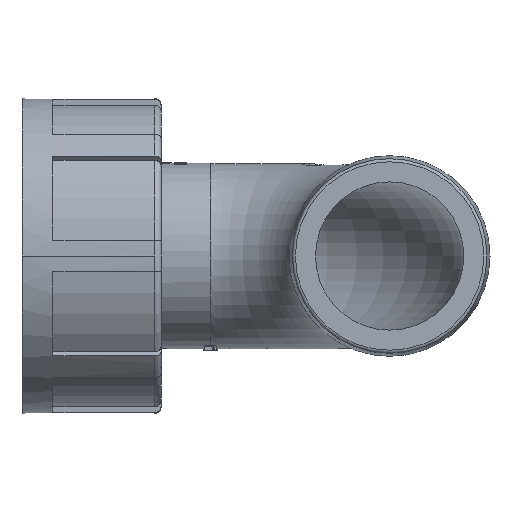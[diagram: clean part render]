
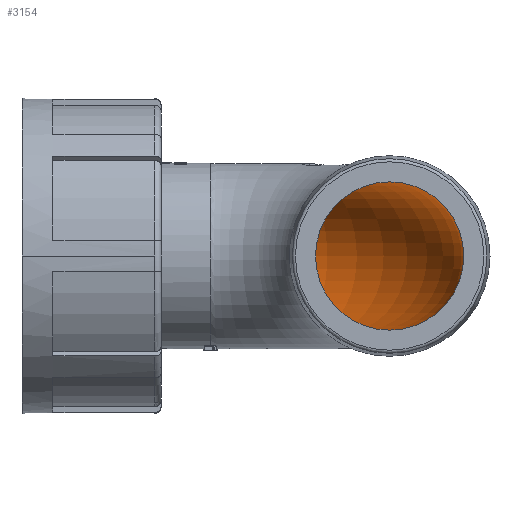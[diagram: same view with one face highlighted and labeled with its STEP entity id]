
A CAD part, front view. The second image highlights one B-rep face of the part: STEP entity #3154.
In plain terms, the highlighted toroidal (fillet/blend) face has major radius 29 mm and minor radius 12 mm.
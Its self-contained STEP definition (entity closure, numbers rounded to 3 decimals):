
#3154=ADVANCED_FACE('',(#3984,#3985),#3749,.F.);
#3749=TOROIDAL_SURFACE('',#11347,29.,12.);
#3823=CIRCLE('',#11345,12.);
#3824=CIRCLE('',#11346,12.);
#3984=FACE_BOUND('',#4103,.T.);
#3985=FACE_BOUND('',#4104,.T.);
#4103=EDGE_LOOP('',(#5160));
#4104=EDGE_LOOP('',(#5161));
#5160=ORIENTED_EDGE('',*,*,#9478,.F.);
#5161=ORIENTED_EDGE('',*,*,#9479,.T.);
#8382=VERTEX_POINT('',#16859);
#8383=VERTEX_POINT('',#16861);
#9478=EDGE_CURVE('',#8382,#8382,#3823,.T.);
#9479=EDGE_CURVE('',#8383,#8383,#3824,.T.);
#11345=AXIS2_PLACEMENT_3D('',#16858,#12818,#12819);
#11346=AXIS2_PLACEMENT_3D('',#16860,#12820,#12821);
#11347=AXIS2_PLACEMENT_3D('',#16862,#12822,#12823);
#12818=DIRECTION('',(0.,1.,0.));
#12819=DIRECTION('',(0.,0.,-1.));
#12820=DIRECTION('',(-1.,0.,0.));
#12821=DIRECTION('',(0.,0.,-1.));
#12822=DIRECTION('',(0.,0.,1.));
#12823=DIRECTION('',(1.,0.,0.));
#16858=CARTESIAN_POINT('',(13.38,-58.703,0.));
#16859=CARTESIAN_POINT('',(13.38,-58.703,-12.));
#16860=CARTESIAN_POINT('',(-15.62,-29.703,0.));
#16861=CARTESIAN_POINT('',(-15.62,-29.703,-12.));
#16862=CARTESIAN_POINT('',(-15.62,-58.703,0.));
